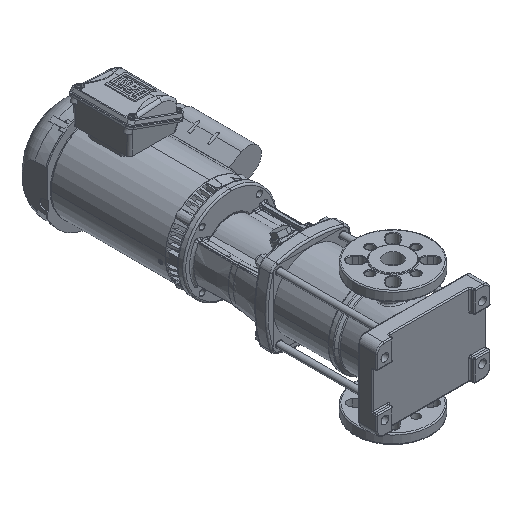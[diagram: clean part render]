
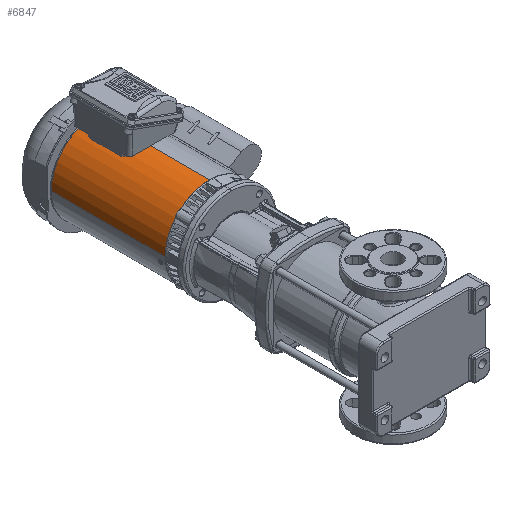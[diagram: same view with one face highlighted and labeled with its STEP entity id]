
A CAD part, isometric view. The second image highlights one B-rep face of the part: STEP entity #6847.
In plain terms, the highlighted cylindrical face has radius 81.875 mm (diameter 163.75 mm), a partial arc.
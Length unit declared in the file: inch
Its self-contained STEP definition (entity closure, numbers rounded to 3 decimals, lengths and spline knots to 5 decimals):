
#4441 = DIRECTION ( 'NONE',  ( 1., 0., 0. ) ) ;
#4544 = VERTEX_POINT ( 'NONE', #105690 ) ;
#6847 = ADVANCED_FACE ( 'NONE', ( #8656 ), #66239, .T. ) ;
#8656 = FACE_OUTER_BOUND ( 'NONE', #64500, .T. ) ;
#13614 = CARTESIAN_POINT ( 'NONE',  ( 21.63732, 0., 3.22343 ) ) ;
#14328 = ORIENTED_EDGE ( 'NONE', *, *, #52360, .T. ) ;
#19611 = DIRECTION ( 'NONE',  ( -1., 0., 0. ) ) ;
#20708 = LINE ( 'NONE', #13614, #102981 ) ;
#22316 = DIRECTION ( 'NONE',  ( -1., 0., 0. ) ) ;
#24651 = CARTESIAN_POINT ( 'NONE',  ( 0., 0., 0. ) ) ;
#27019 = AXIS2_PLACEMENT_3D ( 'NONE', #24651, #90306, #65870 ) ;
#29796 = EDGE_CURVE ( 'NONE', #99198, #40560, #95377, .T. ) ;
#30411 = CARTESIAN_POINT ( 'NONE',  ( -8.26772, -3.22343, 0.00056 ) ) ;
#35270 = CARTESIAN_POINT ( 'NONE',  ( 21.63732, 0., 0. ) ) ;
#37202 = VERTEX_POINT ( 'NONE', #101097 ) ;
#40560 = VERTEX_POINT ( 'NONE', #30411 ) ;
#44019 = LINE ( 'NONE', #69521, #50773 ) ;
#46939 = EDGE_CURVE ( 'NONE', #37202, #40560, #44019, .T. ) ;
#50773 = VECTOR ( 'NONE', #19611, 39.37008 ) ;
#52360 = EDGE_CURVE ( 'NONE', #37202, #4544, #106723, .T. ) ;
#56474 = AXIS2_PLACEMENT_3D ( 'NONE', #35270, #68349, #60228 ) ;
#60228 = DIRECTION ( 'NONE',  ( 0., 0., 1. ) ) ;
#61987 = CARTESIAN_POINT ( 'NONE',  ( -8.26772, 0., 3.22343 ) ) ;
#64500 = EDGE_LOOP ( 'NONE', ( #14328, #71655, #100018, #74806 ) ) ;
#65870 = DIRECTION ( 'NONE',  ( 0., 0., -1. ) ) ;
#66239 = CYLINDRICAL_SURFACE ( 'NONE', #56474, 3.22343 ) ;
#68349 = DIRECTION ( 'NONE',  ( -1., 0., 0. ) ) ;
#69521 = CARTESIAN_POINT ( 'NONE',  ( 21.63732, -3.22343, 0.00056 ) ) ;
#69629 = CARTESIAN_POINT ( 'NONE',  ( -8.26772, 0., 0. ) ) ;
#71655 = ORIENTED_EDGE ( 'NONE', *, *, #79279, .T. ) ;
#74806 = ORIENTED_EDGE ( 'NONE', *, *, #46939, .F. ) ;
#76319 = AXIS2_PLACEMENT_3D ( 'NONE', #69629, #4441, #103825 ) ;
#79279 = EDGE_CURVE ( 'NONE', #4544, #99198, #20708, .T. ) ;
#90306 = DIRECTION ( 'NONE',  ( -1., 0., 0. ) ) ;
#95377 = CIRCLE ( 'NONE', #76319, 3.22343 ) ;
#99198 = VERTEX_POINT ( 'NONE', #61987 ) ;
#100018 = ORIENTED_EDGE ( 'NONE', *, *, #29796, .T. ) ;
#101097 = CARTESIAN_POINT ( 'NONE',  ( 0., -3.22343, 0.00056 ) ) ;
#102981 = VECTOR ( 'NONE', #22316, 39.37008 ) ;
#103825 = DIRECTION ( 'NONE',  ( 0., 0., 1. ) ) ;
#105690 = CARTESIAN_POINT ( 'NONE',  ( 0., 0., 3.22343 ) ) ;
#106723 = CIRCLE ( 'NONE', #27019, 3.22343 ) ;
